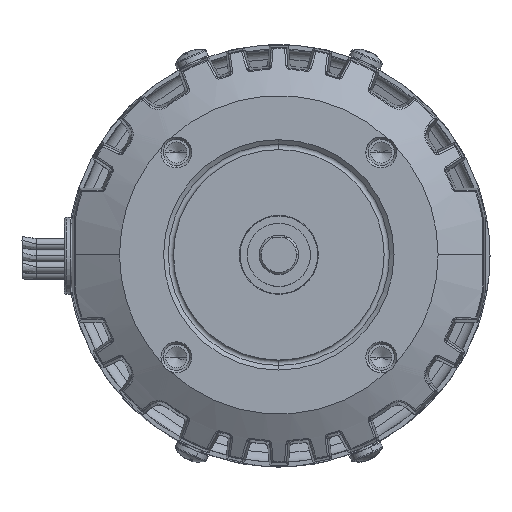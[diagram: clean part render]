
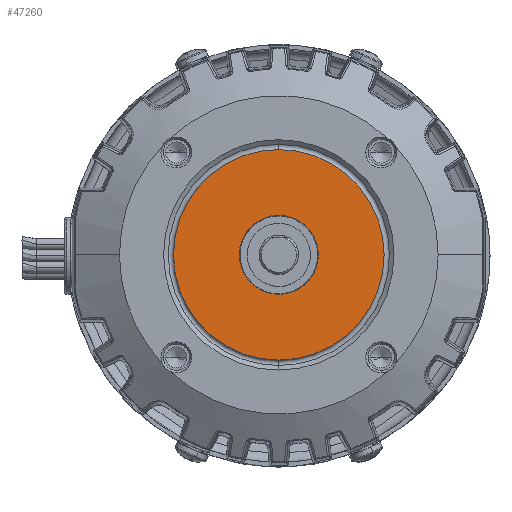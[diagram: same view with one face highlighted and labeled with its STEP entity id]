
A CAD part, top view. The second image highlights one B-rep face of the part: STEP entity #47260.
In plain terms, the highlighted planar face has unit normal (0, 0, 1).
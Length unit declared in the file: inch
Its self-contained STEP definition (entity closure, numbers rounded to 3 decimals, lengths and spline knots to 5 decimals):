
#44 = CIRCLE ( 'NONE', #71951, 0.375 ) ;
#45 = CIRCLE ( 'NONE', #71952, 0.99925 ) ;
#904 = CIRCLE ( 'NONE', #71314, 0.99925 ) ;
#1172 = CIRCLE ( 'NONE', #71465, 0.375 ) ;
#2886 = CARTESIAN_POINT ( 'NONE',  ( 0., 0., 1.433 ) ) ;
#2887 = DIRECTION ( 'NONE',  ( 0., 0., -1. ) ) ;
#2888 = DIRECTION ( 'NONE',  ( 0., 1., 0. ) ) ;
#3784 = FACE_OUTER_BOUND ( 'NONE', #69853, .T. ) ;
#3793 = FACE_BOUND ( 'NONE', #69870, .T. ) ;
#7135 = CARTESIAN_POINT ( 'NONE',  ( 0., 0., 1.433 ) ) ;
#7136 = DIRECTION ( 'NONE',  ( 0., 0., -1. ) ) ;
#7137 = DIRECTION ( 'NONE',  ( 0., 1., 0. ) ) ;
#7779 = VERTEX_POINT ( 'NONE', #61455 ) ;
#10815 = CARTESIAN_POINT ( 'NONE',  ( 0., 0.375, 1.433 ) ) ;
#10820 = CARTESIAN_POINT ( 'NONE',  ( 0., -0.375, 1.433 ) ) ;
#10924 = CARTESIAN_POINT ( 'NONE',  ( 0., 0.99925, 1.433 ) ) ;
#23561 = ORIENTED_EDGE ( 'NONE', *, *, #66700, .T. ) ;
#23564 = ORIENTED_EDGE ( 'NONE', *, *, #65468, .T. ) ;
#23569 = ORIENTED_EDGE ( 'NONE', *, *, #66701, .F. ) ;
#23572 = ORIENTED_EDGE ( 'NONE', *, *, #65251, .F. ) ;
#38834 = CARTESIAN_POINT ( 'NONE',  ( 0., 0., 1.433 ) ) ;
#38835 = DIRECTION ( 'NONE',  ( 0., 0., -1. ) ) ;
#38837 = DIRECTION ( 'NONE',  ( 0., 1., 0. ) ) ;
#38841 = CARTESIAN_POINT ( 'NONE',  ( 0., 0., 1.433 ) ) ;
#38843 = DIRECTION ( 'NONE',  ( 0., 0., -1. ) ) ;
#38845 = DIRECTION ( 'NONE',  ( 0., 1., 0. ) ) ;
#42034 = CARTESIAN_POINT ( 'NONE',  ( 0., 0., 1.433 ) ) ;
#42041 = PLANE ( 'NONE',  #69013 ) ;
#42045 = DIRECTION ( 'NONE',  ( 0., 0., 1. ) ) ;
#42047 = DIRECTION ( 'NONE',  ( 1., 0., 0. ) ) ;
#47260 = ADVANCED_FACE ( 'NONE', ( #3784, #3793 ), #42041, .T. ) ;
#61455 = CARTESIAN_POINT ( 'NONE',  ( 0., -0.99925, 1.433 ) ) ;
#65251 = EDGE_CURVE ( 'NONE', #71226, #7779, #904, .T. ) ;
#65468 = EDGE_CURVE ( 'NONE', #70977, #70971, #1172, .T. ) ;
#66700 = EDGE_CURVE ( 'NONE', #70971, #70977, #44, .T. ) ;
#66701 = EDGE_CURVE ( 'NONE', #7779, #71226, #45, .T. ) ;
#69013 = AXIS2_PLACEMENT_3D ( 'NONE', #42034, #42045, #42047 ) ;
#69853 = EDGE_LOOP ( 'NONE', ( #23572, #23569 ) ) ;
#69870 = EDGE_LOOP ( 'NONE', ( #23564, #23561 ) ) ;
#70971 = VERTEX_POINT ( 'NONE', #10820 ) ;
#70977 = VERTEX_POINT ( 'NONE', #10815 ) ;
#71226 = VERTEX_POINT ( 'NONE', #10924 ) ;
#71314 = AXIS2_PLACEMENT_3D ( 'NONE', #2886, #2887, #2888 ) ;
#71465 = AXIS2_PLACEMENT_3D ( 'NONE', #7135, #7136, #7137 ) ;
#71951 = AXIS2_PLACEMENT_3D ( 'NONE', #38834, #38835, #38837 ) ;
#71952 = AXIS2_PLACEMENT_3D ( 'NONE', #38841, #38843, #38845 ) ;
